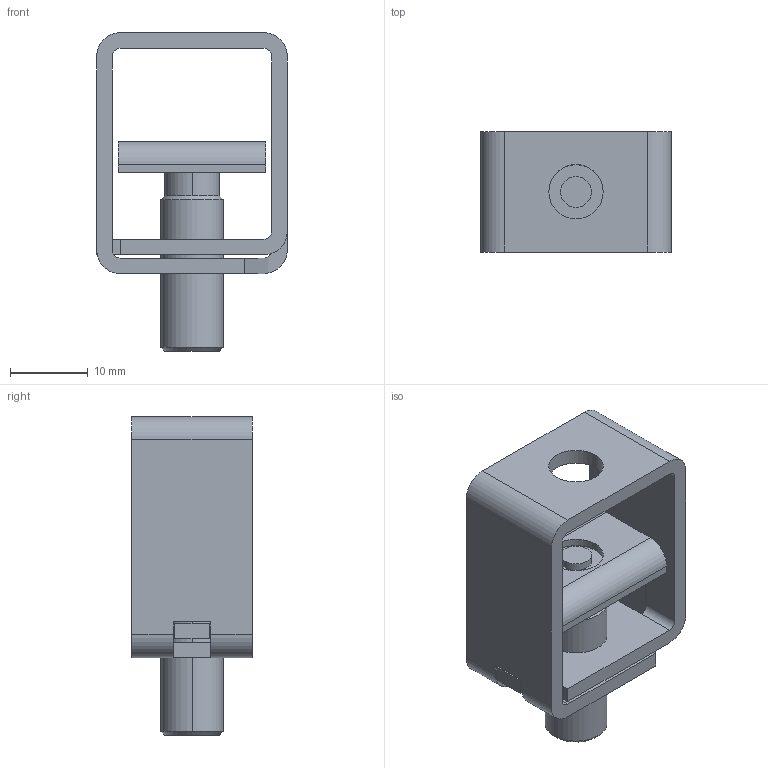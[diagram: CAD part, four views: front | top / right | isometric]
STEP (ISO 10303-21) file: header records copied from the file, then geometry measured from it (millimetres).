
FILE_DESCRIPTION((''),'2;1');
FILE_NAME('NM8-250_ASM','2021-01-13T08:31:52',('zhxmin'),(''),'CREO PARAMETRIC BY PTC INC, 2018020','CREO PARAMETRIC BY PTC INC, 2018020','');
FILE_SCHEMA(('CONFIG_CONTROL_DESIGN','SHAPE_APPEARANCE_LAYERS_GROUPS'));
Length unit declared in the file: metre
Products named in the file (6): 8574M0308102_SOLID_1; 8574M0308102_QUILT_1; 8850M0314102; 8150M0308102; 5574M0316102_ASM; NM8-250_ASM
Assembly tree (5 placements, depth 3):
  NM8-250_ASM
    5574M0316102_ASM
      8574M0308102_SOLID_1
      8574M0308102_QUILT_1
      8850M0314102
      8150M0308102
Bounding box: 24.5 x 15.5 x 41 mm (x, y, z)
Volume: 5030.2 mm3; surface area: 5808.2 mm2
Topology: 3 solids, 4 shells, 120 faces, 324 edges, 210 vertices
Faces by surface type: plane 68, cylinder 46, cone 6
Entity records: 4161 total; most frequent: CARTESIAN_POINT 724, DIRECTION 698, ORIENTED_EDGE 644, EDGE_CURVE 324, AXIS2_PLACEMENT_3D 245, VERTEX_POINT 210, VECTOR 208, LINE 208
